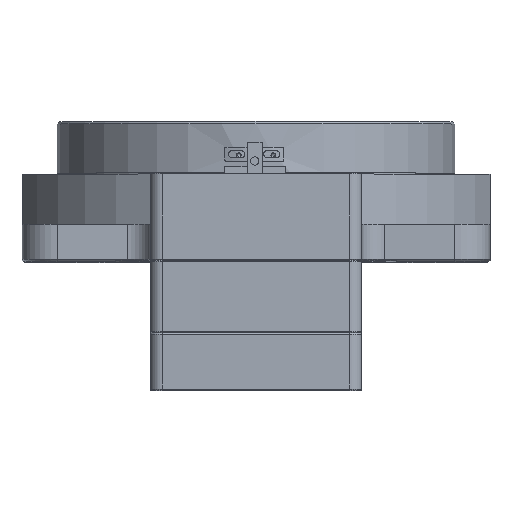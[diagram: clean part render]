
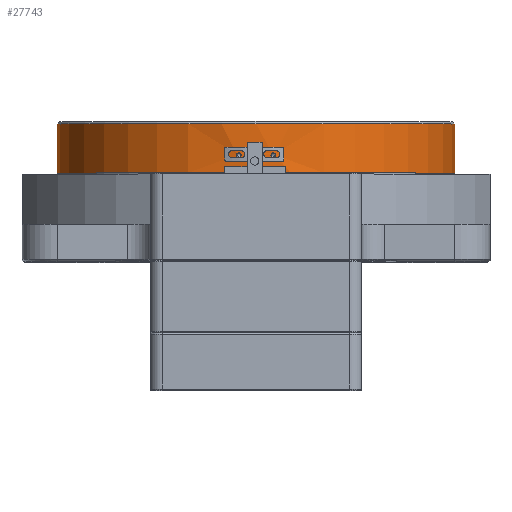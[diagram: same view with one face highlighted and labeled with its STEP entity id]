
A CAD part, top view. The second image highlights one B-rep face of the part: STEP entity #27743.
In plain terms, the highlighted cylindrical face has radius 85 mm (diameter 170 mm), a full revolution.
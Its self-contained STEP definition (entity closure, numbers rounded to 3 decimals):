
#4410 = EDGE_LOOP ( 'NONE', ( #8901 ) ) ;
#4775 = EDGE_LOOP ( 'NONE', ( #8515 ) ) ;
#5787 = EDGE_LOOP ( 'NONE', ( #8400 ) ) ;
#5826 = B_SPLINE_CURVE_WITH_KNOTS ( 'NONE', 3,
 ( #31129, #31086, #31075, #31037, #30964, #30944, #30915, #30907, #30901, #30875, #30864, #30854, #30830, #30823, #30787, #30770, #30733, #30725, #30716, #30679, #30669, #30641, #30631, #30600, #30588, #30560, #30554, #30546, #30525, #30514, #30505, #30479 ),
 .UNSPECIFIED., .T., .F.,
 ( 4, 2, 2, 2, 2, 2, 2, 2, 2, 2, 2, 2, 2, 2, 2, 4 ),
 ( 0., 0., 0.001, 0.001, 0.002, 0.002, 0.002, 0.003, 0.003, 0.004, 0.004, 0.004, 0.005, 0.005, 0.006, 0.006 ),
 .UNSPECIFIED. ) ;
#5900 = AXIS2_PLACEMENT_3D ( 'NONE', #18980, #18952, #18944 ) ;
#5947 = B_SPLINE_CURVE_WITH_KNOTS ( 'NONE', 3,
 ( #22581, #22536, #22489, #22482, #22434, #22432, #22405, #22399, #22396, #22317, #22311, #22309, #22266, #22264, #22236, #22231, #22190, #22148, #22138, #22098, #22096, #22069, #22062, #22059, #22036, #22028, #21988, #21980, #21977, #21935, #21932, #21898 ),
 .UNSPECIFIED., .T., .F.,
 ( 4, 2, 2, 2, 2, 2, 2, 2, 2, 2, 2, 2, 2, 2, 2, 4 ),
 ( 0., 0., 0.001, 0.001, 0.002, 0.002, 0.002, 0.003, 0.003, 0.004, 0.004, 0.004, 0.005, 0.005, 0.006, 0.006 ),
 .UNSPECIFIED. ) ;
#8167 = EDGE_CURVE ( 'NONE', #23978, #23978, #5826, .T. ) ;
#8365 = ORIENTED_EDGE ( 'NONE', *, *, #19383, .T. ) ;
#8400 = ORIENTED_EDGE ( 'NONE', *, *, #8167, .F. ) ;
#8515 = ORIENTED_EDGE ( 'NONE', *, *, #23761, .F. ) ;
#8901 = ORIENTED_EDGE ( 'NONE', *, *, #16812, .T. ) ;
#9186 = EDGE_LOOP ( 'NONE', ( #8365 ) ) ;
#9245 = CIRCLE ( 'NONE', #28587, 85. ) ;
#13240 = DIRECTION ( 'NONE',  ( -1., 0., 0. ) ) ;
#13248 = DIRECTION ( 'NONE',  ( 0., 1., 0. ) ) ;
#13282 = CARTESIAN_POINT ( 'NONE',  ( 0., 26., 0. ) ) ;
#13300 = CYLINDRICAL_SURFACE ( 'NONE', #22358, 85. ) ;
#13334 = FACE_OUTER_BOUND ( 'NONE', #4410, .T. ) ;
#13345 = FACE_BOUND ( 'NONE', #4775, .T. ) ;
#13367 = FACE_BOUND ( 'NONE', #5787, .T. ) ;
#13382 = FACE_OUTER_BOUND ( 'NONE', #9186, .T. ) ;
#15788 = CARTESIAN_POINT ( 'NONE',  ( 8.429, 45.5, 84.581 ) ) ;
#15794 = VERTEX_POINT ( 'NONE', #15788 ) ;
#16812 = EDGE_CURVE ( 'NONE', #20136, #20136, #9245, .T. ) ;
#18651 = CARTESIAN_POINT ( 'NONE',  ( -85., 59., 0. ) ) ;
#18661 = VERTEX_POINT ( 'NONE', #18651 ) ;
#18944 = DIRECTION ( 'NONE',  ( -1., 0., 0. ) ) ;
#18952 = DIRECTION ( 'NONE',  ( 0., -1., 0. ) ) ;
#18980 = CARTESIAN_POINT ( 'NONE',  ( 0., 59., 0. ) ) ;
#19383 = EDGE_CURVE ( 'NONE', #18661, #18661, #20607, .T. ) ;
#20122 = CARTESIAN_POINT ( 'NONE',  ( 85., 38., 0. ) ) ;
#20136 = VERTEX_POINT ( 'NONE', #20122 ) ;
#20139 = DIRECTION ( 'NONE',  ( 1., 0., 0. ) ) ;
#20173 = DIRECTION ( 'NONE',  ( 0., 1., 0. ) ) ;
#20195 = CARTESIAN_POINT ( 'NONE',  ( 0., 38., 0. ) ) ;
#20607 = CIRCLE ( 'NONE', #5900, 85. ) ;
#21898 = CARTESIAN_POINT ( 'NONE',  ( 8.429, 45.5, 84.581 ) ) ;
#21932 = CARTESIAN_POINT ( 'NONE',  ( 8.429, 45.229, 84.581 ) ) ;
#21935 = CARTESIAN_POINT ( 'NONE',  ( 8.318, 44.964, 84.592 ) ) ;
#21977 = CARTESIAN_POINT ( 'NONE',  ( 8.035, 44.68, 84.619 ) ) ;
#21980 = CARTESIAN_POINT ( 'NONE',  ( 7.922, 44.604, 84.63 ) ) ;
#21988 = CARTESIAN_POINT ( 'NONE',  ( 7.674, 44.501, 84.653 ) ) ;
#22028 = CARTESIAN_POINT ( 'NONE',  ( 7.542, 44.475, 84.665 ) ) ;
#22036 = CARTESIAN_POINT ( 'NONE',  ( 7.273, 44.475, 84.688 ) ) ;
#22059 = CARTESIAN_POINT ( 'NONE',  ( 7.14, 44.502, 84.7 ) ) ;
#22062 = CARTESIAN_POINT ( 'NONE',  ( 6.893, 44.605, 84.72 ) ) ;
#22069 = CARTESIAN_POINT ( 'NONE',  ( 6.779, 44.681, 84.729 ) ) ;
#22096 = CARTESIAN_POINT ( 'NONE',  ( 6.591, 44.871, 84.744 ) ) ;
#22098 = CARTESIAN_POINT ( 'NONE',  ( 6.515, 44.985, 84.75 ) ) ;
#22138 = CARTESIAN_POINT ( 'NONE',  ( 6.413, 45.232, 84.758 ) ) ;
#22148 = CARTESIAN_POINT ( 'NONE',  ( 6.387, 45.367, 84.76 ) ) ;
#22190 = CARTESIAN_POINT ( 'NONE',  ( 6.387, 45.634, 84.76 ) ) ;
#22231 = CARTESIAN_POINT ( 'NONE',  ( 6.413, 45.768, 84.758 ) ) ;
#22236 = CARTESIAN_POINT ( 'NONE',  ( 6.516, 46.017, 84.75 ) ) ;
#22264 = CARTESIAN_POINT ( 'NONE',  ( 6.591, 46.13, 84.744 ) ) ;
#22266 = CARTESIAN_POINT ( 'NONE',  ( 6.782, 46.321, 84.729 ) ) ;
#22309 = CARTESIAN_POINT ( 'NONE',  ( 6.894, 46.396, 84.72 ) ) ;
#22311 = CARTESIAN_POINT ( 'NONE',  ( 7.142, 46.499, 84.7 ) ) ;
#22317 = CARTESIAN_POINT ( 'NONE',  ( 7.276, 46.525, 84.688 ) ) ;
#22358 = AXIS2_PLACEMENT_3D ( 'NONE', #13282, #13248, #13240 ) ;
#22396 = CARTESIAN_POINT ( 'NONE',  ( 7.542, 46.525, 84.665 ) ) ;
#22399 = CARTESIAN_POINT ( 'NONE',  ( 7.676, 46.498, 84.653 ) ) ;
#22405 = CARTESIAN_POINT ( 'NONE',  ( 7.922, 46.396, 84.63 ) ) ;
#22432 = CARTESIAN_POINT ( 'NONE',  ( 8.036, 46.319, 84.619 ) ) ;
#22434 = CARTESIAN_POINT ( 'NONE',  ( 8.224, 46.13, 84.601 ) ) ;
#22482 = CARTESIAN_POINT ( 'NONE',  ( 8.3, 46.017, 84.594 ) ) ;
#22489 = CARTESIAN_POINT ( 'NONE',  ( 8.402, 45.768, 84.584 ) ) ;
#22536 = CARTESIAN_POINT ( 'NONE',  ( 8.429, 45.635, 84.581 ) ) ;
#22581 = CARTESIAN_POINT ( 'NONE',  ( 8.429, 45.5, 84.581 ) ) ;
#23761 = EDGE_CURVE ( 'NONE', #15794, #15794, #5947, .T. ) ;
#23944 = CARTESIAN_POINT ( 'NONE',  ( -6.387, 45.5, 84.76 ) ) ;
#23978 = VERTEX_POINT ( 'NONE', #23944 ) ;
#27743 = ADVANCED_FACE ( 'NONE', ( #13382, #13367, #13345, #13334 ), #13300, .T. ) ;
#28587 = AXIS2_PLACEMENT_3D ( 'NONE', #20195, #20173, #20139 ) ;
#30479 = CARTESIAN_POINT ( 'NONE',  ( -6.387, 45.5, 84.76 ) ) ;
#30505 = CARTESIAN_POINT ( 'NONE',  ( -6.387, 45.229, 84.76 ) ) ;
#30514 = CARTESIAN_POINT ( 'NONE',  ( -6.498, 44.964, 84.751 ) ) ;
#30525 = CARTESIAN_POINT ( 'NONE',  ( -6.781, 44.68, 84.729 ) ) ;
#30546 = CARTESIAN_POINT ( 'NONE',  ( -6.894, 44.604, 84.72 ) ) ;
#30554 = CARTESIAN_POINT ( 'NONE',  ( -7.142, 44.501, 84.7 ) ) ;
#30560 = CARTESIAN_POINT ( 'NONE',  ( -7.275, 44.475, 84.688 ) ) ;
#30588 = CARTESIAN_POINT ( 'NONE',  ( -7.544, 44.475, 84.665 ) ) ;
#30600 = CARTESIAN_POINT ( 'NONE',  ( -7.677, 44.502, 84.653 ) ) ;
#30631 = CARTESIAN_POINT ( 'NONE',  ( -7.923, 44.605, 84.63 ) ) ;
#30641 = CARTESIAN_POINT ( 'NONE',  ( -8.037, 44.681, 84.619 ) ) ;
#30669 = CARTESIAN_POINT ( 'NONE',  ( -8.225, 44.871, 84.601 ) ) ;
#30679 = CARTESIAN_POINT ( 'NONE',  ( -8.301, 44.985, 84.594 ) ) ;
#30716 = CARTESIAN_POINT ( 'NONE',  ( -8.402, 45.232, 84.584 ) ) ;
#30725 = CARTESIAN_POINT ( 'NONE',  ( -8.429, 45.367, 84.581 ) ) ;
#30733 = CARTESIAN_POINT ( 'NONE',  ( -8.429, 45.634, 84.581 ) ) ;
#30770 = CARTESIAN_POINT ( 'NONE',  ( -8.402, 45.768, 84.584 ) ) ;
#30787 = CARTESIAN_POINT ( 'NONE',  ( -8.3, 46.017, 84.594 ) ) ;
#30823 = CARTESIAN_POINT ( 'NONE',  ( -8.225, 46.13, 84.601 ) ) ;
#30830 = CARTESIAN_POINT ( 'NONE',  ( -8.034, 46.321, 84.619 ) ) ;
#30854 = CARTESIAN_POINT ( 'NONE',  ( -7.922, 46.396, 84.63 ) ) ;
#30864 = CARTESIAN_POINT ( 'NONE',  ( -7.675, 46.499, 84.653 ) ) ;
#30875 = CARTESIAN_POINT ( 'NONE',  ( -7.541, 46.525, 84.665 ) ) ;
#30901 = CARTESIAN_POINT ( 'NONE',  ( -7.275, 46.525, 84.688 ) ) ;
#30907 = CARTESIAN_POINT ( 'NONE',  ( -7.14, 46.498, 84.7 ) ) ;
#30915 = CARTESIAN_POINT ( 'NONE',  ( -6.894, 46.396, 84.72 ) ) ;
#30944 = CARTESIAN_POINT ( 'NONE',  ( -6.78, 46.319, 84.729 ) ) ;
#30964 = CARTESIAN_POINT ( 'NONE',  ( -6.592, 46.13, 84.744 ) ) ;
#31037 = CARTESIAN_POINT ( 'NONE',  ( -6.516, 46.017, 84.75 ) ) ;
#31075 = CARTESIAN_POINT ( 'NONE',  ( -6.413, 45.768, 84.758 ) ) ;
#31086 = CARTESIAN_POINT ( 'NONE',  ( -6.387, 45.635, 84.76 ) ) ;
#31129 = CARTESIAN_POINT ( 'NONE',  ( -6.387, 45.5, 84.76 ) ) ;
